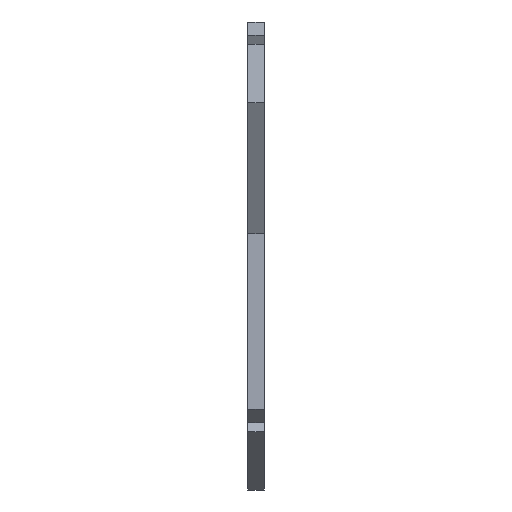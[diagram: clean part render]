
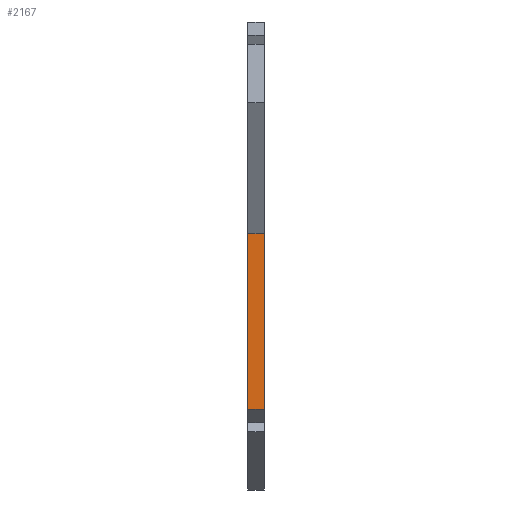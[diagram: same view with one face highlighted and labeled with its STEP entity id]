
A CAD part, left-side view. The second image highlights one B-rep face of the part: STEP entity #2167.
In plain terms, the highlighted planar face has unit normal (-1, 0, -0.01).
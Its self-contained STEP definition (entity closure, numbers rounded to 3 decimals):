
#94 = CARTESIAN_POINT ( 'NONE',  ( -318.409, 20., -219.7 ) ) ;
#233 = VERTEX_POINT ( 'NONE', #2170 ) ;
#263 = VERTEX_POINT ( 'NONE', #1252 ) ;
#368 = DIRECTION ( 'NONE',  ( 1., 0., 0.01 ) ) ;
#430 = VERTEX_POINT ( 'NONE', #1383 ) ;
#476 = PLANE ( 'NONE',  #2353 ) ;
#577 = VECTOR ( 'NONE', #2148, 1000. ) ;
#691 = VECTOR ( 'NONE', #1238, 1000. ) ;
#856 = CARTESIAN_POINT ( 'NONE',  ( -320.626, 20., 0. ) ) ;
#970 = LINE ( 'NONE', #2143, #691 ) ;
#1103 = ORIENTED_EDGE ( 'NONE', *, *, #2357, .F. ) ;
#1159 = DIRECTION ( 'NONE',  ( -0.01, 0., 1. ) ) ;
#1238 = DIRECTION ( 'NONE',  ( -0.01, 0., 1. ) ) ;
#1252 = CARTESIAN_POINT ( 'NONE',  ( -318.409, 20., -219.7 ) ) ;
#1281 = DIRECTION ( 'NONE',  ( 0.01, 0., -1. ) ) ;
#1312 = CARTESIAN_POINT ( 'NONE',  ( -320.626, 20., 0. ) ) ;
#1366 = EDGE_CURVE ( 'NONE', #233, #1604, #970, .T. ) ;
#1383 = CARTESIAN_POINT ( 'NONE',  ( -320.626, 20., 0. ) ) ;
#1432 = LINE ( 'NONE', #856, #577 ) ;
#1466 = LINE ( 'NONE', #94, #1555 ) ;
#1513 = ORIENTED_EDGE ( 'NONE', *, *, #1644, .F. ) ;
#1555 = VECTOR ( 'NONE', #1837, 1000. ) ;
#1588 = VECTOR ( 'NONE', #1159, 1000. ) ;
#1604 = VERTEX_POINT ( 'NONE', #1664 ) ;
#1644 = EDGE_CURVE ( 'NONE', #263, #430, #2139, .T. ) ;
#1664 = CARTESIAN_POINT ( 'NONE',  ( -320.626, 0., 0. ) ) ;
#1693 = FACE_OUTER_BOUND ( 'NONE', #2361, .T. ) ;
#1826 = EDGE_CURVE ( 'NONE', #263, #233, #1466, .T. ) ;
#1837 = DIRECTION ( 'NONE',  ( 0., -1., 0. ) ) ;
#1883 = ORIENTED_EDGE ( 'NONE', *, *, #1366, .T. ) ;
#2003 = CARTESIAN_POINT ( 'NONE',  ( -320.626, 20., 0. ) ) ;
#2043 = ORIENTED_EDGE ( 'NONE', *, *, #1826, .T. ) ;
#2139 = LINE ( 'NONE', #1312, #1588 ) ;
#2143 = CARTESIAN_POINT ( 'NONE',  ( -320.626, 0., 0. ) ) ;
#2148 = DIRECTION ( 'NONE',  ( 0., -1., 0. ) ) ;
#2167 = ADVANCED_FACE ( 'NONE', ( #1693 ), #476, .F. ) ;
#2170 = CARTESIAN_POINT ( 'NONE',  ( -318.409, 0., -219.7 ) ) ;
#2353 = AXIS2_PLACEMENT_3D ( 'NONE', #2003, #368, #1281 ) ;
#2357 = EDGE_CURVE ( 'NONE', #430, #1604, #1432, .T. ) ;
#2361 = EDGE_LOOP ( 'NONE', ( #1883, #1103, #1513, #2043 ) ) ;
